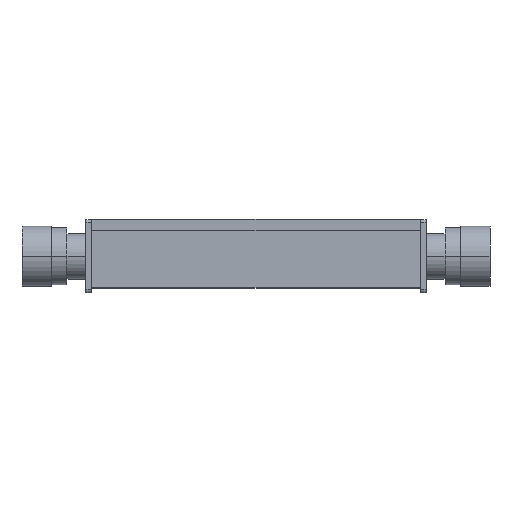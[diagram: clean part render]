
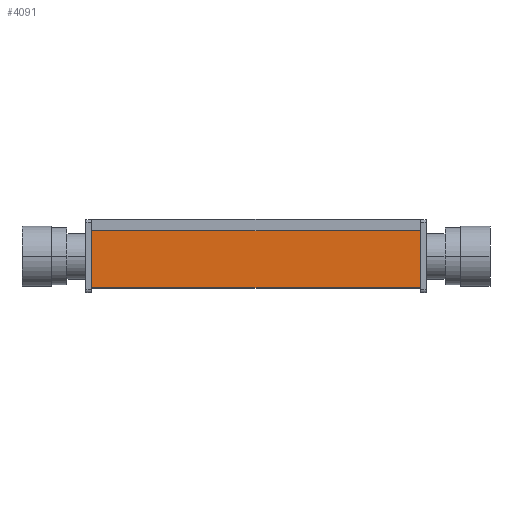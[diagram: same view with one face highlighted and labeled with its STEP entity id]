
A CAD part, top view. The second image highlights one B-rep face of the part: STEP entity #4091.
In plain terms, the highlighted planar face has unit normal (0, 0, 1).
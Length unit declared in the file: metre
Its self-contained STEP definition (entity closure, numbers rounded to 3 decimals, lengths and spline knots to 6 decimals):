
#138 = VECTOR ( 'NONE', #3888, 1. ) ;
#352 = ORIENTED_EDGE ( 'NONE', *, *, #1367, .T. ) ;
#675 = CARTESIAN_POINT ( 'NONE',  ( -0.115, 0.02, 0. ) ) ;
#1077 = AXIS2_PLACEMENT_3D ( 'NONE', #4357, #7764, #7715 ) ;
#1169 = VERTEX_POINT ( 'NONE', #5182 ) ;
#1367 = EDGE_CURVE ( 'NONE', #1169, #4614, #4843, .T. ) ;
#1412 = ORIENTED_EDGE ( 'NONE', *, *, #6697, .F. ) ;
#1626 = CARTESIAN_POINT ( 'NONE',  ( -0.115, 0., 0. ) ) ;
#1849 = DIRECTION ( 'NONE',  ( 0., 1., 0. ) ) ;
#1964 = VERTEX_POINT ( 'NONE', #5978 ) ;
#2306 = VERTEX_POINT ( 'NONE', #3718 ) ;
#2451 = VECTOR ( 'NONE', #1849, 1. ) ;
#3071 = EDGE_CURVE ( 'NONE', #1964, #4614, #5025, .T. ) ;
#3170 = VECTOR ( 'NONE', #7475, 1. ) ;
#3270 = LINE ( 'NONE', #8013, #138 ) ;
#3390 = ORIENTED_EDGE ( 'NONE', *, *, #3071, .F. ) ;
#3407 = EDGE_LOOP ( 'NONE', ( #7875, #352, #3390, #1412 ) ) ;
#3416 = EDGE_CURVE ( 'NONE', #2306, #1169, #3270, .T. ) ;
#3655 = PLANE ( 'NONE',  #1077 ) ;
#3718 = CARTESIAN_POINT ( 'NONE',  ( -0.115, 0., 0. ) ) ;
#3888 = DIRECTION ( 'NONE',  ( 1., 0., 0. ) ) ;
#4091 = ADVANCED_FACE ( 'NONE', ( #5512 ), #3655, .T. ) ;
#4357 = CARTESIAN_POINT ( 'NONE',  ( -0.115, 0., 0. ) ) ;
#4614 = VERTEX_POINT ( 'NONE', #4960 ) ;
#4843 = LINE ( 'NONE', #5985, #2451 ) ;
#4960 = CARTESIAN_POINT ( 'NONE',  ( 0., 0.02, 0. ) ) ;
#5025 = LINE ( 'NONE', #675, #3170 ) ;
#5182 = CARTESIAN_POINT ( 'NONE',  ( 0., 0., 0. ) ) ;
#5512 = FACE_OUTER_BOUND ( 'NONE', #3407, .T. ) ;
#5978 = CARTESIAN_POINT ( 'NONE',  ( -0.115, 0.02, 0. ) ) ;
#5985 = CARTESIAN_POINT ( 'NONE',  ( 0., 0., 0. ) ) ;
#6418 = LINE ( 'NONE', #1626, #6520 ) ;
#6520 = VECTOR ( 'NONE', #6951, 1. ) ;
#6697 = EDGE_CURVE ( 'NONE', #2306, #1964, #6418, .T. ) ;
#6951 = DIRECTION ( 'NONE',  ( 0., 1., 0. ) ) ;
#7475 = DIRECTION ( 'NONE',  ( 1., 0., 0. ) ) ;
#7715 = DIRECTION ( 'NONE',  ( 1., 0., 0. ) ) ;
#7764 = DIRECTION ( 'NONE',  ( 0., 0., 1. ) ) ;
#7875 = ORIENTED_EDGE ( 'NONE', *, *, #3416, .T. ) ;
#8013 = CARTESIAN_POINT ( 'NONE',  ( -0.115, 0., 0. ) ) ;
